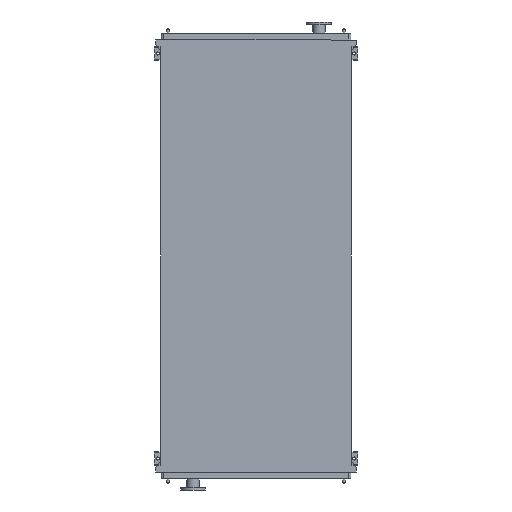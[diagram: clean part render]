
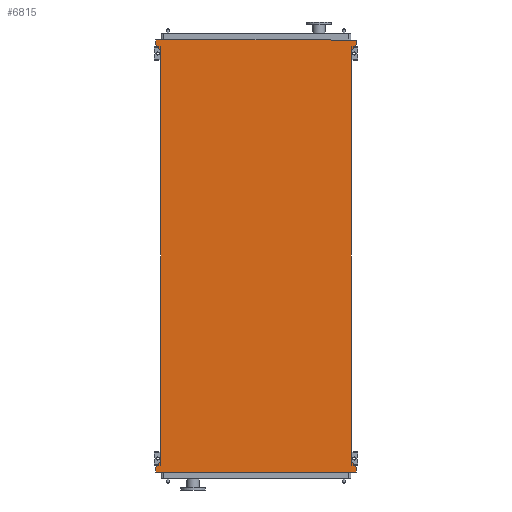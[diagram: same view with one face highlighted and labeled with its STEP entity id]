
A CAD part, front view. The second image highlights one B-rep face of the part: STEP entity #6815.
In plain terms, the highlighted planar face has unit normal (0, -1, 0).
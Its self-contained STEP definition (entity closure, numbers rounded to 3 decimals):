
#117 = LINE ( 'NONE', #19043, #7607 ) ;
#209 = CARTESIAN_POINT ( 'NONE',  ( -845., 0., -3650. ) ) ;
#300 = LINE ( 'NONE', #11962, #15697 ) ;
#966 = CARTESIAN_POINT ( 'NONE',  ( -845., 0., -3650. ) ) ;
#1099 = DIRECTION ( 'NONE',  ( 0., 0., -1. ) ) ;
#1166 = DIRECTION ( 'NONE',  ( 0.655, 0., 0.755 ) ) ;
#2013 = LINE ( 'NONE', #8840, #9958 ) ;
#2480 = CARTESIAN_POINT ( 'NONE',  ( -891., 0., -3745. ) ) ;
#2535 = EDGE_CURVE ( 'NONE', #4197, #3163, #5230, .T. ) ;
#3163 = VERTEX_POINT ( 'NONE', #11483 ) ;
#3351 = EDGE_CURVE ( 'NONE', #15701, #12537, #5921, .T. ) ;
#3716 = LINE ( 'NONE', #14128, #15135 ) ;
#3830 = DIRECTION ( 'NONE',  ( -0.655, 0., -0.755 ) ) ;
#4197 = VERTEX_POINT ( 'NONE', #19264 ) ;
#4431 = ORIENTED_EDGE ( 'NONE', *, *, #12859, .F. ) ;
#4462 = VERTEX_POINT ( 'NONE', #17035 ) ;
#4998 = DIRECTION ( 'NONE',  ( 0., 0., -1. ) ) ;
#5176 = DIRECTION ( 'NONE',  ( 0., 0., 1. ) ) ;
#5203 = VECTOR ( 'NONE', #8616, 1000. ) ;
#5230 = LINE ( 'NONE', #15749, #16660 ) ;
#5481 = LINE ( 'NONE', #18426, #12950 ) ;
#5780 = ORIENTED_EDGE ( 'NONE', *, *, #17569, .F. ) ;
#5921 = LINE ( 'NONE', #209, #9880 ) ;
#5931 = EDGE_CURVE ( 'NONE', #9945, #4462, #17501, .T. ) ;
#5999 = EDGE_CURVE ( 'NONE', #19210, #9945, #12614, .T. ) ;
#6147 = EDGE_CURVE ( 'NONE', #9790, #15366, #7260, .T. ) ;
#6350 = ORIENTED_EDGE ( 'NONE', *, *, #5931, .F. ) ;
#6359 = CARTESIAN_POINT ( 'NONE',  ( 891., 0., -3745. ) ) ;
#6815 = ADVANCED_FACE ( 'NONE', ( #16775 ), #7237, .T. ) ;
#7114 = EDGE_CURVE ( 'NONE', #15366, #12247, #3716, .T. ) ;
#7170 = CARTESIAN_POINT ( 'NONE',  ( 845., 0., -3650. ) ) ;
#7237 = PLANE ( 'NONE',  #9263 ) ;
#7260 = LINE ( 'NONE', #18910, #11191 ) ;
#7607 = VECTOR ( 'NONE', #1166, 1000. ) ;
#7663 = DIRECTION ( 'NONE',  ( 0., 0., 1. ) ) ;
#7979 = DIRECTION ( 'NONE',  ( 1., 0., 0. ) ) ;
#8616 = DIRECTION ( 'NONE',  ( 0.655, 0., -0.755 ) ) ;
#8731 = DIRECTION ( 'NONE',  ( 0., -1., 0. ) ) ;
#8840 = CARTESIAN_POINT ( 'NONE',  ( 845., 0., -3650. ) ) ;
#9263 = AXIS2_PLACEMENT_3D ( 'NONE', #17640, #8731, #19145 ) ;
#9542 = EDGE_CURVE ( 'NONE', #16381, #3163, #2013, .T. ) ;
#9790 = VERTEX_POINT ( 'NONE', #6359 ) ;
#9880 = VECTOR ( 'NONE', #7663, 1000. ) ;
#9945 = VERTEX_POINT ( 'NONE', #18517 ) ;
#9958 = VECTOR ( 'NONE', #19255, 1000. ) ;
#10038 = CARTESIAN_POINT ( 'NONE',  ( 891., 0., -3703. ) ) ;
#10677 = EDGE_CURVE ( 'NONE', #4462, #4197, #5481, .T. ) ;
#11191 = VECTOR ( 'NONE', #18786, 1000. ) ;
#11483 = CARTESIAN_POINT ( 'NONE',  ( 845., 0., 0. ) ) ;
#11962 = CARTESIAN_POINT ( 'NONE',  ( -845., 0., 0. ) ) ;
#12006 = EDGE_CURVE ( 'NONE', #14797, #9790, #13412, .T. ) ;
#12247 = VERTEX_POINT ( 'NONE', #16413 ) ;
#12282 = ORIENTED_EDGE ( 'NONE', *, *, #18892, .F. ) ;
#12537 = VERTEX_POINT ( 'NONE', #18484 ) ;
#12539 = CARTESIAN_POINT ( 'NONE',  ( -891., 0., 53. ) ) ;
#12614 = LINE ( 'NONE', #12539, #17029 ) ;
#12767 = ORIENTED_EDGE ( 'NONE', *, *, #12006, .F. ) ;
#12859 = EDGE_CURVE ( 'NONE', #12537, #19210, #300, .T. ) ;
#12950 = VECTOR ( 'NONE', #4998, 1000. ) ;
#13412 = LINE ( 'NONE', #10038, #17355 ) ;
#14038 = DIRECTION ( 'NONE',  ( 0., 0., 1. ) ) ;
#14128 = CARTESIAN_POINT ( 'NONE',  ( -891., 0., -3745. ) ) ;
#14453 = ORIENTED_EDGE ( 'NONE', *, *, #10677, .F. ) ;
#14797 = VERTEX_POINT ( 'NONE', #17639 ) ;
#15025 = DIRECTION ( 'NONE',  ( -0.655, 0., 0.755 ) ) ;
#15135 = VECTOR ( 'NONE', #5176, 1000. ) ;
#15366 = VERTEX_POINT ( 'NONE', #2480 ) ;
#15486 = EDGE_LOOP ( 'NONE', ( #16317, #17558, #14453, #6350, #15764, #4431, #15952, #5780, #17560, #17554, #12767, #12282 ) ) ;
#15697 = VECTOR ( 'NONE', #15025, 1000. ) ;
#15701 = VERTEX_POINT ( 'NONE', #966 ) ;
#15749 = CARTESIAN_POINT ( 'NONE',  ( 891., 0., 53. ) ) ;
#15764 = ORIENTED_EDGE ( 'NONE', *, *, #5999, .F. ) ;
#15952 = ORIENTED_EDGE ( 'NONE', *, *, #3351, .F. ) ;
#16317 = ORIENTED_EDGE ( 'NONE', *, *, #9542, .T. ) ;
#16381 = VERTEX_POINT ( 'NONE', #7170 ) ;
#16413 = CARTESIAN_POINT ( 'NONE',  ( -891., 0., -3703. ) ) ;
#16660 = VECTOR ( 'NONE', #3830, 1000. ) ;
#16775 = FACE_OUTER_BOUND ( 'NONE', #15486, .T. ) ;
#16892 = CARTESIAN_POINT ( 'NONE',  ( -891., 0., 95. ) ) ;
#17029 = VECTOR ( 'NONE', #14038, 1000. ) ;
#17035 = CARTESIAN_POINT ( 'NONE',  ( 891., 0., 95. ) ) ;
#17104 = LINE ( 'NONE', #17520, #5203 ) ;
#17355 = VECTOR ( 'NONE', #1099, 1000. ) ;
#17501 = LINE ( 'NONE', #16892, #18432 ) ;
#17520 = CARTESIAN_POINT ( 'NONE',  ( 845., 0., -3650. ) ) ;
#17554 = ORIENTED_EDGE ( 'NONE', *, *, #6147, .F. ) ;
#17558 = ORIENTED_EDGE ( 'NONE', *, *, #2535, .F. ) ;
#17560 = ORIENTED_EDGE ( 'NONE', *, *, #7114, .F. ) ;
#17569 = EDGE_CURVE ( 'NONE', #12247, #15701, #117, .T. ) ;
#17639 = CARTESIAN_POINT ( 'NONE',  ( 891., 0., -3703. ) ) ;
#17640 = CARTESIAN_POINT ( 'NONE',  ( -845., 0., -3650. ) ) ;
#18292 = CARTESIAN_POINT ( 'NONE',  ( -891., 0., 53. ) ) ;
#18426 = CARTESIAN_POINT ( 'NONE',  ( 891., 0., 95. ) ) ;
#18432 = VECTOR ( 'NONE', #7979, 1000. ) ;
#18484 = CARTESIAN_POINT ( 'NONE',  ( -845., 0., 0. ) ) ;
#18517 = CARTESIAN_POINT ( 'NONE',  ( -891., 0., 95. ) ) ;
#18786 = DIRECTION ( 'NONE',  ( -1., 0., 0. ) ) ;
#18892 = EDGE_CURVE ( 'NONE', #16381, #14797, #17104, .T. ) ;
#18910 = CARTESIAN_POINT ( 'NONE',  ( 891., 0., -3745. ) ) ;
#19043 = CARTESIAN_POINT ( 'NONE',  ( -891., 0., -3703. ) ) ;
#19145 = DIRECTION ( 'NONE',  ( 0., 0., -1. ) ) ;
#19210 = VERTEX_POINT ( 'NONE', #18292 ) ;
#19255 = DIRECTION ( 'NONE',  ( 0., 0., 1. ) ) ;
#19264 = CARTESIAN_POINT ( 'NONE',  ( 891., 0., 53. ) ) ;
